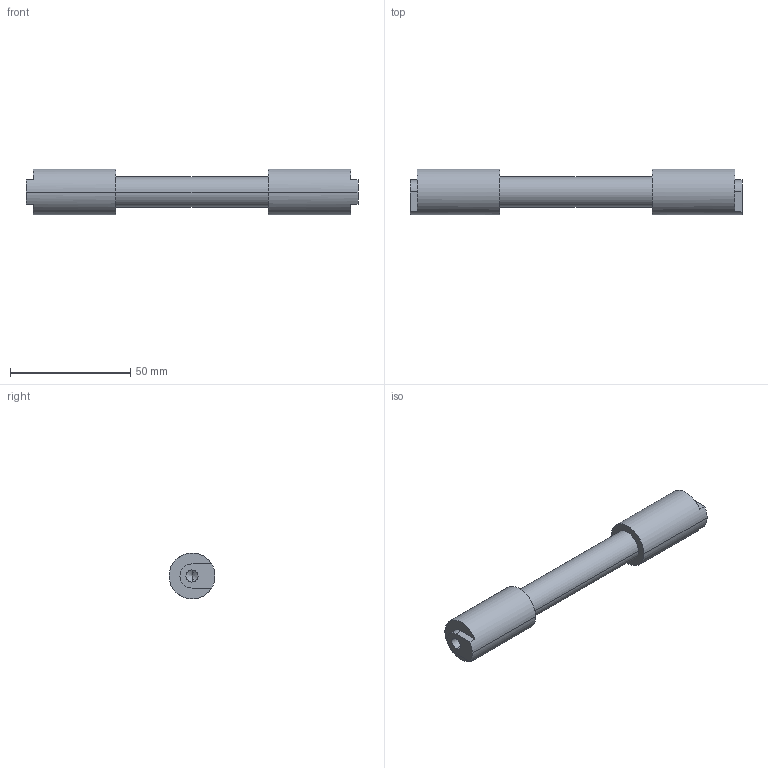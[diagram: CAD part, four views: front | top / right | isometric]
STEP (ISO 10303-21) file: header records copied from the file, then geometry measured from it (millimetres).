
FILE_DESCRIPTION (( 'STEP AP214' ), '1' );
FILE_NAME ('FT1116.STEP', '2025-05-22T22:25:46', ( '' ), ( '' ), 'SwSTEP 2.0', 'SolidWorks 2023', '' );
FILE_SCHEMA (( 'AUTOMOTIVE_DESIGN' ));
Length unit declared in the file: millimetre
Products named in the file (1): FT1116
Bounding box: 137.84 x 19.05 x 19.05 mm (x, y, z)
Volume: 27520.2 mm3; surface area: 8402.4 mm2
Topology: 1 solids, 1 shells, 27 faces, 65 edges, 40 vertices
Faces by surface type: cylinder 13, plane 10, cone 4
Entity records: 792 total; most frequent: DIRECTION 147, CARTESIAN_POINT 129, ORIENTED_EDGE 122, EDGE_CURVE 61, AXIS2_PLACEMENT_3D 58, VERTEX_POINT 40, EDGE_LOOP 31, LINE 31
